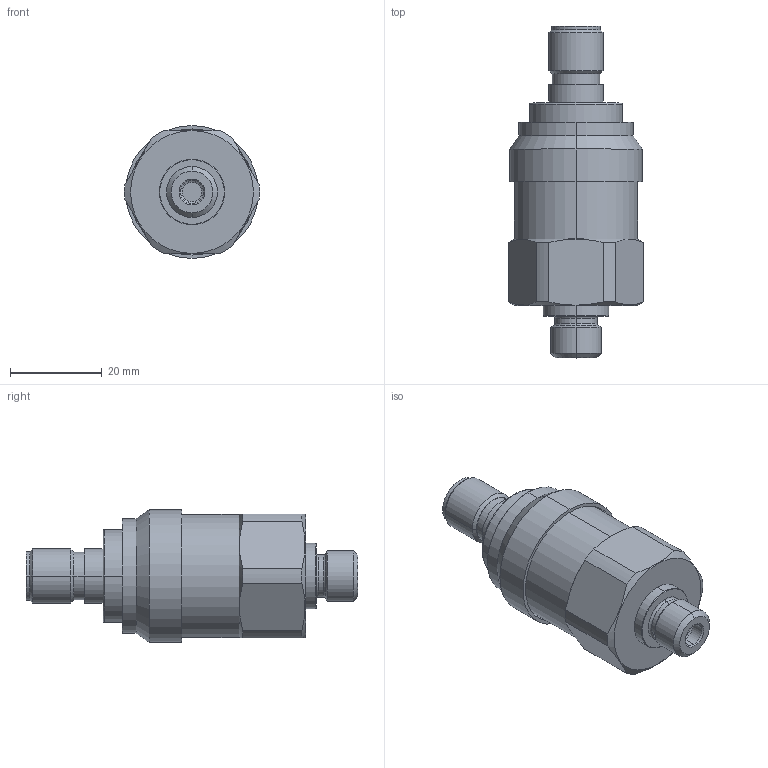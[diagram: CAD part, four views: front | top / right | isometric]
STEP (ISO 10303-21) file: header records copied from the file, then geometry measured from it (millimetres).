
FILE_DESCRIPTION (( 'STEP AP214' ), '1' );
FILE_NAME ('847X.XX.XX.42.35.STEP', '2017-06-26T12:27:27', ( 'upgadmin' ), ( 'Hewlett-Packard Company' ), 'SwSTEP 2.0', 'SolidWorks 2016', '' );
FILE_SCHEMA (( 'AUTOMOTIVE_DESIGN' ));
Length unit declared in the file: millimetre
Products named in the file (9): C24031_C24031; C27235_defeatured; M12x1; K71013; C24031; 847X.XX.XX.42.35; K71013_K71013
Assembly tree (4 placements, depth 2):
  M12x1
  K71013
  C24031
  C27235_defeatured
  847X.XX.XX.42.35
    C27235_defeatured
    C24031_C24031
    K71013_K71013
    M12x1
Bounding box: 29.48 x 72.44 x 29 mm (x, y, z)
Volume: 26701 mm3; surface area: 10695.3 mm2
Topology: 4 solids, 4 shells, 163 faces, 338 edges, 202 vertices
Faces by surface type: cylinder 65, plane 36, torus 32, cone 30
Entity records: 5131 total; most frequent: DIRECTION 876, CARTESIAN_POINT 847, ORIENTED_EDGE 676, AXIS2_PLACEMENT_3D 383, EDGE_CURVE 338, CIRCLE 212, VERTEX_POINT 202, EDGE_LOOP 186
